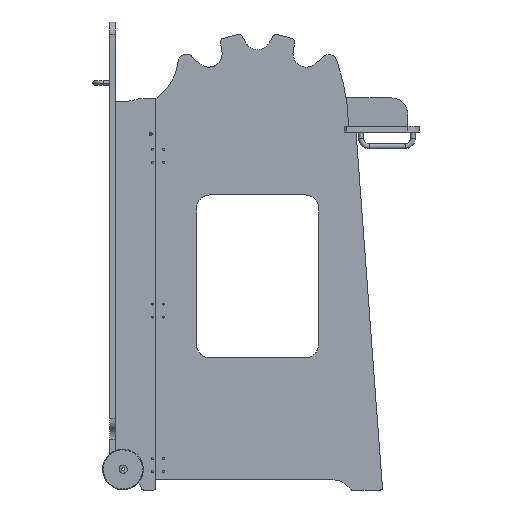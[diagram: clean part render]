
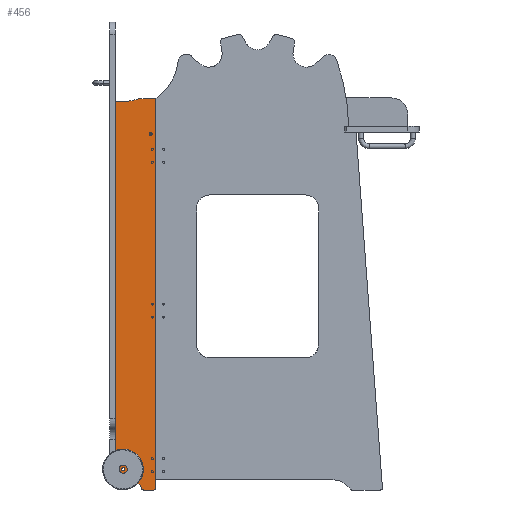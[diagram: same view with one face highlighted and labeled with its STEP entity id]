
A CAD part, left-side view. The second image highlights one B-rep face of the part: STEP entity #456.
In plain terms, the highlighted face is planar.
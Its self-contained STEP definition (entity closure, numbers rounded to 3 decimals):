
#219=FACE_BOUND('',#1375,.T.);
#220=FACE_BOUND('',#1376,.T.);
#456=ADVANCED_FACE('',(#879,#219,#220),#6448,.T.);
#879=FACE_OUTER_BOUND('',#1374,.T.);
#1374=EDGE_LOOP('',(#2666,#2667,#2668,#2669,#2670,#2671,#2672,#2673,#2674,
#2675,#2676,#2677));
#1375=EDGE_LOOP('',(#2678,#2679));
#1376=EDGE_LOOP('',(#2680,#2681));
#2666=ORIENTED_EDGE('',*,*,#4201,.T.);
#2667=ORIENTED_EDGE('',*,*,#4171,.F.);
#2668=ORIENTED_EDGE('',*,*,#4175,.T.);
#2669=ORIENTED_EDGE('',*,*,#4178,.F.);
#2670=ORIENTED_EDGE('',*,*,#4181,.T.);
#2671=ORIENTED_EDGE('',*,*,#4184,.T.);
#2672=ORIENTED_EDGE('',*,*,#4187,.T.);
#2673=ORIENTED_EDGE('',*,*,#4190,.T.);
#2674=ORIENTED_EDGE('',*,*,#4193,.T.);
#2675=ORIENTED_EDGE('',*,*,#4242,.F.);
#2676=ORIENTED_EDGE('',*,*,#4196,.T.);
#2677=ORIENTED_EDGE('',*,*,#4240,.F.);
#2678=ORIENTED_EDGE('',*,*,#4217,.F.);
#2679=ORIENTED_EDGE('',*,*,#4163,.T.);
#2680=ORIENTED_EDGE('',*,*,#4167,.T.);
#2681=ORIENTED_EDGE('',*,*,#4215,.F.);
#4163=EDGE_CURVE('',#6050,#6051,#5456,.T.);
#4167=EDGE_CURVE('',#6054,#6055,#5458,.T.);
#4171=EDGE_CURVE('',#6058,#6059,#5460,.T.);
#4175=EDGE_CURVE('',#6058,#6062,#4934,.T.);
#4178=EDGE_CURVE('',#6064,#6062,#5462,.T.);
#4181=EDGE_CURVE('',#6064,#6066,#5464,.T.);
#4184=EDGE_CURVE('',#6066,#6068,#4939,.T.);
#4187=EDGE_CURVE('',#6068,#6070,#4942,.T.);
#4190=EDGE_CURVE('',#6070,#6072,#4945,.T.);
#4193=EDGE_CURVE('',#6072,#6074,#5466,.T.);
#4196=EDGE_CURVE('',#6076,#6077,#4949,.T.);
#4201=EDGE_CURVE('',#6081,#6059,#4954,.T.);
#4215=EDGE_CURVE('',#6054,#6055,#5472,.T.);
#4217=EDGE_CURVE('',#6050,#6051,#5474,.T.);
#4240=EDGE_CURVE('',#6081,#6077,#5497,.T.);
#4242=EDGE_CURVE('',#6076,#6074,#5499,.T.);
#4934=B_SPLINE_CURVE_WITH_KNOTS('',1,(#13196,#13197),.UNSPECIFIED.,.F.,
 .F.,(2,2),(-30.5,0.),.UNSPECIFIED.);
#4939=B_SPLINE_CURVE_WITH_KNOTS('',1,(#13218,#13219),.UNSPECIFIED.,.F.,
 .F.,(2,2),(-22.192,0.),.UNSPECIFIED.);
#4942=B_SPLINE_CURVE_WITH_KNOTS('',1,(#13224,#13225),.UNSPECIFIED.,.F.,
 .F.,(2,2),(-930.,0.),.UNSPECIFIED.);
#4945=B_SPLINE_CURVE_WITH_KNOTS('',1,(#13230,#13231),.UNSPECIFIED.,.F.,
 .F.,(2,2),(-35.,0.),.UNSPECIFIED.);
#4949=B_SPLINE_CURVE_WITH_KNOTS('',1,(#13244,#13245),.UNSPECIFIED.,.F.,
 .F.,(2,2),(-25.,0.),.UNSPECIFIED.);
#4954=B_SPLINE_CURVE_WITH_KNOTS('',1,(#13254,#13255),.UNSPECIFIED.,.F.,
 .F.,(2,2),(-956.5,0.),.UNSPECIFIED.);
#5456=(
BOUNDED_CURVE()
B_SPLINE_CURVE(2,(#13158,#13159,#13160,#13161,#13162),.UNSPECIFIED.,.F.,
 .F.)
B_SPLINE_CURVE_WITH_KNOTS((3,2,3),(-12.566,-6.283,
0.),.UNSPECIFIED.)
CURVE()
GEOMETRIC_REPRESENTATION_ITEM()
RATIONAL_B_SPLINE_CURVE((1.,0.707,1.,0.707,1.))
REPRESENTATION_ITEM('')
);
#5458=(
BOUNDED_CURVE()
B_SPLINE_CURVE(2,(#13172,#13173,#13174,#13175,#13176),.UNSPECIFIED.,.F.,
 .F.)
B_SPLINE_CURVE_WITH_KNOTS((3,2,3),(-12.566,-6.283,
0.),.UNSPECIFIED.)
CURVE()
GEOMETRIC_REPRESENTATION_ITEM()
RATIONAL_B_SPLINE_CURVE((1.,0.707,1.,0.707,1.))
REPRESENTATION_ITEM('')
);
#5460=(
BOUNDED_CURVE()
B_SPLINE_CURVE(2,(#13186,#13187,#13188),.UNSPECIFIED.,.F.,.F.)
B_SPLINE_CURVE_WITH_KNOTS((3,3),(0.,0.785),.UNSPECIFIED.)
CURVE()
GEOMETRIC_REPRESENTATION_ITEM()
RATIONAL_B_SPLINE_CURVE((1.,0.707,1.))
REPRESENTATION_ITEM('')
);
#5462=(
BOUNDED_CURVE()
B_SPLINE_CURVE(2,(#13202,#13203,#13204),.UNSPECIFIED.,.F.,.F.)
B_SPLINE_CURVE_WITH_KNOTS((3,3),(0.,17.814),.UNSPECIFIED.)
CURVE()
GEOMETRIC_REPRESENTATION_ITEM()
RATIONAL_B_SPLINE_CURVE((1.,0.989,1.))
REPRESENTATION_ITEM('')
);
#5464=(
BOUNDED_CURVE()
B_SPLINE_CURVE(2,(#13210,#13211,#13212),.UNSPECIFIED.,.F.,.F.)
B_SPLINE_CURVE_WITH_KNOTS((3,3),(-29.689,0.),.UNSPECIFIED.)
CURVE()
GEOMETRIC_REPRESENTATION_ITEM()
RATIONAL_B_SPLINE_CURVE((1.,0.989,1.))
REPRESENTATION_ITEM('')
);
#5466=(
BOUNDED_CURVE()
B_SPLINE_CURVE(2,(#13236,#13237,#13238),.UNSPECIFIED.,.F.,.F.)
B_SPLINE_CURVE_WITH_KNOTS((3,3),(-39.696,0.),.UNSPECIFIED.)
CURVE()
GEOMETRIC_REPRESENTATION_ITEM()
RATIONAL_B_SPLINE_CURVE((1.,0.814,1.))
REPRESENTATION_ITEM('')
);
#5472=(
BOUNDED_CURVE()
B_SPLINE_CURVE(2,(#13294,#13295,#13296,#13297,#13298),.UNSPECIFIED.,.F.,
 .F.)
B_SPLINE_CURVE_WITH_KNOTS((3,2,3),(0.,6.283,12.566),
 .UNSPECIFIED.)
CURVE()
GEOMETRIC_REPRESENTATION_ITEM()
RATIONAL_B_SPLINE_CURVE((1.,0.707,1.,0.707,1.))
REPRESENTATION_ITEM('')
);
#5474=(
BOUNDED_CURVE()
B_SPLINE_CURVE(2,(#13304,#13305,#13306,#13307,#13308),.UNSPECIFIED.,.F.,
 .F.)
B_SPLINE_CURVE_WITH_KNOTS((3,2,3),(0.,6.283,12.566),
 .UNSPECIFIED.)
CURVE()
GEOMETRIC_REPRESENTATION_ITEM()
RATIONAL_B_SPLINE_CURVE((1.,0.707,1.,0.707,1.))
REPRESENTATION_ITEM('')
);
#5497=(
BOUNDED_CURVE()
B_SPLINE_CURVE(2,(#13417,#13418,#13419),.UNSPECIFIED.,.F.,.F.)
B_SPLINE_CURVE_WITH_KNOTS((3,3),(0.,7.854),.UNSPECIFIED.)
CURVE()
GEOMETRIC_REPRESENTATION_ITEM()
RATIONAL_B_SPLINE_CURVE((1.,0.707,1.))
REPRESENTATION_ITEM('')
);
#5499=(
BOUNDED_CURVE()
B_SPLINE_CURVE(2,(#13423,#13424,#13425),.UNSPECIFIED.,.F.,.F.)
B_SPLINE_CURVE_WITH_KNOTS((3,3),(0.,6.202),.UNSPECIFIED.)
CURVE()
GEOMETRIC_REPRESENTATION_ITEM()
RATIONAL_B_SPLINE_CURVE((1.,0.814,1.))
REPRESENTATION_ITEM('')
);
#6050=VERTEX_POINT('',#12978);
#6051=VERTEX_POINT('',#12979);
#6054=VERTEX_POINT('',#12982);
#6055=VERTEX_POINT('',#12983);
#6058=VERTEX_POINT('',#12986);
#6059=VERTEX_POINT('',#12987);
#6062=VERTEX_POINT('',#12990);
#6064=VERTEX_POINT('',#12992);
#6066=VERTEX_POINT('',#12994);
#6068=VERTEX_POINT('',#12996);
#6070=VERTEX_POINT('',#12998);
#6072=VERTEX_POINT('',#13000);
#6074=VERTEX_POINT('',#13002);
#6076=VERTEX_POINT('',#13004);
#6077=VERTEX_POINT('',#13005);
#6081=VERTEX_POINT('',#13009);
#6448=PLANE('',#7196);
#7196=AXIS2_PLACEMENT_3D('',#12636,#7414,$);
#7414=DIRECTION('',(0.,0.,1.));
#12636=CARTESIAN_POINT('',(-10.,1033.2,0.));
#12978=CARTESIAN_POINT('',(16.,26.,0.));
#12979=CARTESIAN_POINT('',(24.,26.,0.));
#12982=CARTESIAN_POINT('',(84.,849.8,0.));
#12983=CARTESIAN_POINT('',(92.,849.8,0.));
#12986=CARTESIAN_POINT('',(99.5,937.,0.));
#12987=CARTESIAN_POINT('',(100.,936.5,0.));
#12990=CARTESIAN_POINT('',(69.,937.,0.));
#12992=CARTESIAN_POINT('',(51.447,934.375,0.));
#12994=CARTESIAN_POINT('',(22.192,930.,0.));
#12996=CARTESIAN_POINT('',(0.,930.,0.));
#12998=CARTESIAN_POINT('',(0.,0.,0.));
#13000=CARTESIAN_POINT('',(35.,0.,0.));
#13002=CARTESIAN_POINT('',(65.27,-21.622,0.));
#13004=CARTESIAN_POINT('',(70.,-25.,0.));
#13005=CARTESIAN_POINT('',(95.,-25.,0.));
#13009=CARTESIAN_POINT('',(100.,-20.,0.));
#13158=CARTESIAN_POINT('',(16.,26.,0.));
#13159=CARTESIAN_POINT('',(16.,30.,0.));
#13160=CARTESIAN_POINT('',(20.,30.,0.));
#13161=CARTESIAN_POINT('',(24.,30.,0.));
#13162=CARTESIAN_POINT('',(24.,26.,0.));
#13172=CARTESIAN_POINT('',(84.,849.8,0.));
#13173=CARTESIAN_POINT('',(84.,853.8,0.));
#13174=CARTESIAN_POINT('',(88.,853.8,0.));
#13175=CARTESIAN_POINT('',(92.,853.8,0.));
#13176=CARTESIAN_POINT('',(92.,849.8,0.));
#13186=CARTESIAN_POINT('',(99.5,937.,0.));
#13187=CARTESIAN_POINT('',(100.,937.,0.));
#13188=CARTESIAN_POINT('',(100.,936.5,0.));
#13196=CARTESIAN_POINT('',(99.5,937.,0.));
#13197=CARTESIAN_POINT('',(69.,937.,0.));
#13202=CARTESIAN_POINT('',(51.447,934.375,0.));
#13203=CARTESIAN_POINT('',(60.027,937.,0.));
#13204=CARTESIAN_POINT('',(69.,937.,0.));
#13210=CARTESIAN_POINT('',(51.447,934.375,0.));
#13211=CARTESIAN_POINT('',(37.147,930.,0.));
#13212=CARTESIAN_POINT('',(22.192,930.,0.));
#13218=CARTESIAN_POINT('',(22.192,930.,0.));
#13219=CARTESIAN_POINT('',(0.,930.,0.));
#13224=CARTESIAN_POINT('',(0.,930.,0.));
#13225=CARTESIAN_POINT('',(0.,0.,0.));
#13230=CARTESIAN_POINT('',(0.,0.,0.));
#13231=CARTESIAN_POINT('',(35.,0.,0.));
#13236=CARTESIAN_POINT('',(35.,0.,0.));
#13237=CARTESIAN_POINT('',(57.857,0.,0.));
#13238=CARTESIAN_POINT('',(65.27,-21.622,0.));
#13244=CARTESIAN_POINT('',(70.,-25.,0.));
#13245=CARTESIAN_POINT('',(95.,-25.,0.));
#13254=CARTESIAN_POINT('',(100.,-20.,0.));
#13255=CARTESIAN_POINT('',(100.,936.5,0.));
#13294=CARTESIAN_POINT('',(84.,849.8,0.));
#13295=CARTESIAN_POINT('',(84.,845.8,0.));
#13296=CARTESIAN_POINT('',(88.,845.8,0.));
#13297=CARTESIAN_POINT('',(92.,845.8,0.));
#13298=CARTESIAN_POINT('',(92.,849.8,0.));
#13304=CARTESIAN_POINT('',(16.,26.,0.));
#13305=CARTESIAN_POINT('',(16.,22.,0.));
#13306=CARTESIAN_POINT('',(20.,22.,0.));
#13307=CARTESIAN_POINT('',(24.,22.,0.));
#13308=CARTESIAN_POINT('',(24.,26.,0.));
#13417=CARTESIAN_POINT('',(100.,-20.,0.));
#13418=CARTESIAN_POINT('',(100.,-25.,0.));
#13419=CARTESIAN_POINT('',(95.,-25.,0.));
#13423=CARTESIAN_POINT('',(70.,-25.,0.));
#13424=CARTESIAN_POINT('',(66.429,-25.,0.));
#13425=CARTESIAN_POINT('',(65.27,-21.622,0.));
